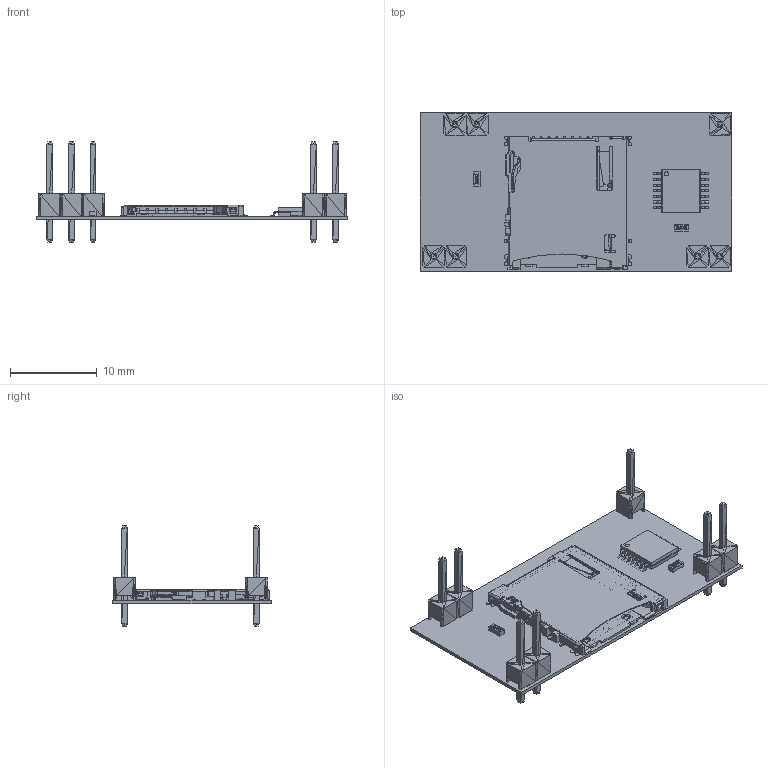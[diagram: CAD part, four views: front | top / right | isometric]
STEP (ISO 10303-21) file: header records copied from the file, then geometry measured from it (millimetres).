
FILE_DESCRIPTION(('Open CASCADE Model'),'2;1');
FILE_NAME('Open CASCADE Shape Model','2022-06-25T18:43:48',('Author'),( 'Open CASCADE'),'Open CASCADE STEP processor 6.8','Open CASCADE 6.8' ,'Unknown');
FILE_SCHEMA(('AUTOMOTIVE_DESIGN { 1 0 10303 214 1 1 1 1 }'));
Length unit declared in the file: millimetre
Products named in the file (23): PCB; Board; Open CASCADE STEP translator 6.8 1.1.1; U1; 74LVTH125PW,118; R2; 0603; R1; J5; 1X2_Pin_Header; J4; J3; SD_Card_WE_693071030811; 693071030811_Housing; 693071030811_Contact; 693071030811_Guide; 693071030811_Spring; 693071030811_Hook; 693071030811_Agraphe; 693071030811_Shielding; J2; J1; 1X1_Pin_Header
Assembly tree (25 placements, depth 4):
  PCB
    Board
      Open CASCADE STEP translator 6.8 1.1.1
    U1
      74LVTH125PW,118
    R2
      0603
    R1
      0603
    J5
      1X2_Pin_Header
    J4
      1X2_Pin_Header
    J3
      SD_Card_WE_693071030811
        693071030811_Housing
        693071030811_Contact
        693071030811_Guide
        693071030811_Spring
        693071030811_Hook
        693071030811_Agraphe
        693071030811_Shielding
    J2
      1X2_Pin_Header
    J1
      1X1_Pin_Header
Bounding box: 35.9 x 18.23 x 11.54 mm (x, y, z)
Volume: 383.2 mm3; surface area: 3134.5 mm2
Topology: 41 solids, 45 shells, 2795 faces, 7077 edges, 4343 vertices
Faces by surface type: plane 1945, cylinder 753, bspline 84, revolution 5, cone 5, torus 3
Full cylindrical faces by diameter (mm): 0.29 x3, 0.35 x1, 0.45 x24, 0.5 x2, 0.7 x9, 0.9 x7, 0.96 x1, 1 x2
Entity records: 78892 total; most frequent: CARTESIAN_POINT 18507, ORIENTED_EDGE 12484, DIRECTION 12280, EDGE_CURVE 6242, LINE 4545, VECTOR 4545, VERTEX_POINT 3987, AXIS2_PLACEMENT_3D 3865
